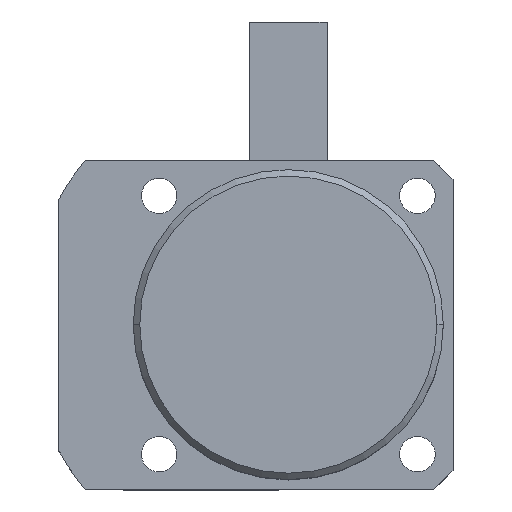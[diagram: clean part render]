
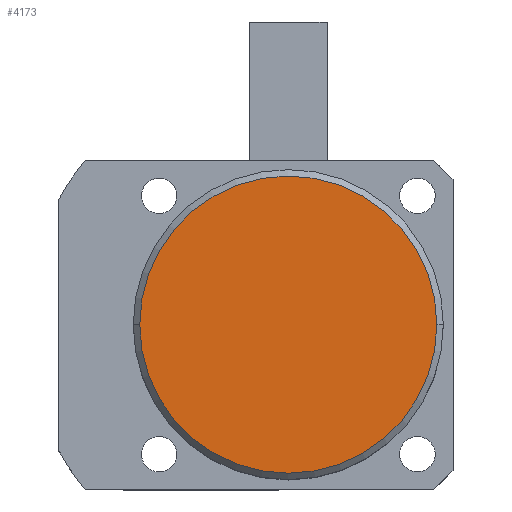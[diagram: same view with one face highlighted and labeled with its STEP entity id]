
A CAD part, top view. The second image highlights one B-rep face of the part: STEP entity #4173.
In plain terms, the highlighted planar face has unit normal (0, 0, 1).
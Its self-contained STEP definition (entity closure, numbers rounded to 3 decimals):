
#284 = DIRECTION ( 'NONE',  ( 1., 0., 0. ) ) ;
#290 = DIRECTION ( 'NONE',  ( 0., 0., 1. ) ) ;
#297 = CARTESIAN_POINT ( 'NONE',  ( 0., 0., 60. ) ) ;
#1338 = CIRCLE ( 'NONE', #4845, 23. ) ;
#2426 = EDGE_LOOP ( 'NONE', ( #8607, #8687 ) ) ;
#3616 = PLANE ( 'NONE',  #4710 ) ;
#3889 = VERTEX_POINT ( 'NONE', #8318 ) ;
#3944 = VERTEX_POINT ( 'NONE', #8193 ) ;
#4173 = ADVANCED_FACE ( 'NONE', ( #6189 ), #3616, .T. ) ;
#4453 = CARTESIAN_POINT ( 'NONE',  ( 0., 0., 60. ) ) ;
#4454 = DIRECTION ( 'NONE',  ( 0., 0., 1. ) ) ;
#4455 = DIRECTION ( 'NONE',  ( 1., 0., 0. ) ) ;
#4710 = AXIS2_PLACEMENT_3D ( 'NONE', #297, #290, #284 ) ;
#4773 = AXIS2_PLACEMENT_3D ( 'NONE', #5463, #5464, #5465 ) ;
#4845 = AXIS2_PLACEMENT_3D ( 'NONE', #4453, #4454, #4455 ) ;
#5463 = CARTESIAN_POINT ( 'NONE',  ( 0., 0., 60. ) ) ;
#5464 = DIRECTION ( 'NONE',  ( 0., 0., 1. ) ) ;
#5465 = DIRECTION ( 'NONE',  ( 1., 0., 0. ) ) ;
#6189 = FACE_OUTER_BOUND ( 'NONE', #2426, .T. ) ;
#6368 = CIRCLE ( 'NONE', #4773, 23. ) ;
#6776 = EDGE_CURVE ( 'NONE', #3889, #3944, #6368, .T. ) ;
#7066 = EDGE_CURVE ( 'NONE', #3944, #3889, #1338, .T. ) ;
#8193 = CARTESIAN_POINT ( 'NONE',  ( 23., 0., 60. ) ) ;
#8318 = CARTESIAN_POINT ( 'NONE',  ( -23., 0., 60. ) ) ;
#8607 = ORIENTED_EDGE ( 'NONE', *, *, #6776, .T. ) ;
#8687 = ORIENTED_EDGE ( 'NONE', *, *, #7066, .T. ) ;
